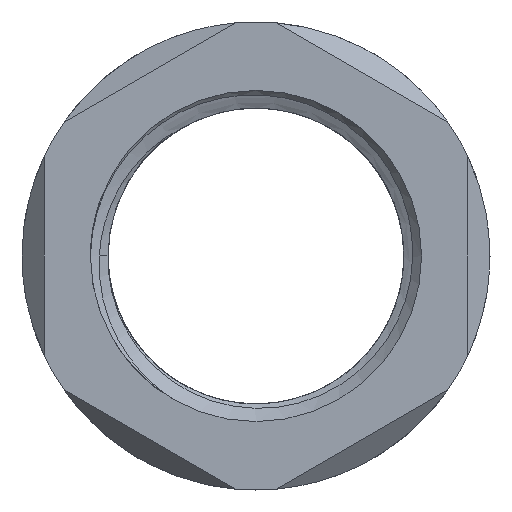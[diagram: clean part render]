
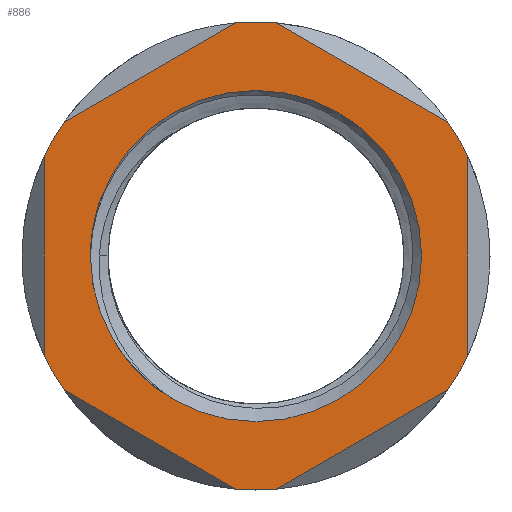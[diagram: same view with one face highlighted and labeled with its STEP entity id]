
A CAD part, front view. The second image highlights one B-rep face of the part: STEP entity #886.
In plain terms, the highlighted planar face has unit normal (0, -1, 0).
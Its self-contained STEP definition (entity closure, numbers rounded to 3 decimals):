
#16=FACE_BOUND('',#157,.T.);
#37=PLANE('',#975);
#44=CIRCLE('',#924,9.375);
#47=CIRCLE('',#939,9.375);
#48=CIRCLE('',#963,13.25);
#49=CIRCLE('',#964,13.25);
#50=CIRCLE('',#965,13.25);
#51=CIRCLE('',#966,13.25);
#54=CIRCLE('',#969,13.25);
#55=CIRCLE('',#970,13.25);
#106=FACE_OUTER_BOUND('',#156,.T.);
#156=EDGE_LOOP('',(#794,#795,#796,#797,#798,#799,#800,#801,#802,#803,#804,
#805));
#157=EDGE_LOOP('',(#806,#807));
#248=LINE('',#5014,#302);
#251=LINE('',#5024,#305);
#255=LINE('',#5035,#309);
#258=LINE('',#5045,#312);
#262=LINE('',#5052,#316);
#266=LINE('',#5063,#320);
#302=VECTOR('',#1093,10.);
#305=VECTOR('',#1102,10.);
#309=VECTOR('',#1112,10.);
#312=VECTOR('',#1123,10.);
#316=VECTOR('',#1129,10.);
#320=VECTOR('',#1139,10.);
#352=VERTEX_POINT('',#2219);
#354=VERTEX_POINT('',#2222);
#385=VERTEX_POINT('',#5008);
#387=VERTEX_POINT('',#5012);
#390=VERTEX_POINT('',#5021);
#391=VERTEX_POINT('',#5023);
#394=VERTEX_POINT('',#5032);
#395=VERTEX_POINT('',#5034);
#397=VERTEX_POINT('',#5042);
#398=VERTEX_POINT('',#5044);
#399=VERTEX_POINT('',#5048);
#400=VERTEX_POINT('',#5050);
#403=VERTEX_POINT('',#5059);
#404=VERTEX_POINT('',#5061);
#452=EDGE_CURVE('',#352,#354,#44,.T.);
#490=EDGE_CURVE('',#354,#352,#47,.T.);
#506=EDGE_CURVE('',#385,#387,#248,.T.);
#510=EDGE_CURVE('',#391,#390,#251,.T.);
#515=EDGE_CURVE('',#395,#394,#255,.T.);
#520=EDGE_CURVE('',#398,#397,#258,.T.);
#524=EDGE_CURVE('',#399,#400,#262,.T.);
#529=EDGE_CURVE('',#403,#404,#266,.T.);
#530=EDGE_CURVE('',#404,#391,#48,.T.);
#531=EDGE_CURVE('',#400,#403,#49,.T.);
#532=EDGE_CURVE('',#397,#399,#50,.T.);
#533=EDGE_CURVE('',#387,#398,#51,.T.);
#537=EDGE_CURVE('',#394,#385,#54,.T.);
#538=EDGE_CURVE('',#390,#395,#55,.T.);
#794=ORIENTED_EDGE('',*,*,#510,.T.);
#795=ORIENTED_EDGE('',*,*,#538,.T.);
#796=ORIENTED_EDGE('',*,*,#515,.T.);
#797=ORIENTED_EDGE('',*,*,#537,.T.);
#798=ORIENTED_EDGE('',*,*,#506,.T.);
#799=ORIENTED_EDGE('',*,*,#533,.T.);
#800=ORIENTED_EDGE('',*,*,#520,.T.);
#801=ORIENTED_EDGE('',*,*,#532,.T.);
#802=ORIENTED_EDGE('',*,*,#524,.T.);
#803=ORIENTED_EDGE('',*,*,#531,.T.);
#804=ORIENTED_EDGE('',*,*,#529,.T.);
#805=ORIENTED_EDGE('',*,*,#530,.T.);
#806=ORIENTED_EDGE('',*,*,#490,.F.);
#807=ORIENTED_EDGE('',*,*,#452,.F.);
#886=ADVANCED_FACE('',(#106,#16),#37,.T.);
#924=AXIS2_PLACEMENT_3D('',#2223,#1029,#1030);
#939=AXIS2_PLACEMENT_3D('',#2688,#1070,#1071);
#963=AXIS2_PLACEMENT_3D('',#5065,#1142,#1143);
#964=AXIS2_PLACEMENT_3D('',#5066,#1144,#1145);
#965=AXIS2_PLACEMENT_3D('',#5067,#1146,#1147);
#966=AXIS2_PLACEMENT_3D('',#5068,#1148,#1149);
#969=AXIS2_PLACEMENT_3D('',#5074,#1155,#1156);
#970=AXIS2_PLACEMENT_3D('',#5075,#1157,#1158);
#975=AXIS2_PLACEMENT_3D('',#5083,#1168,#1169);
#1029=DIRECTION('center_axis',(0.,-1.,0.));
#1030=DIRECTION('ref_axis',(1.,0.,0.));
#1070=DIRECTION('center_axis',(0.,-1.,0.));
#1071=DIRECTION('ref_axis',(1.,0.,0.));
#1093=DIRECTION('',(0.,0.,-1.));
#1102=DIRECTION('',(-0.866,0.,0.5));
#1112=DIRECTION('',(-0.866,0.,-0.5));
#1123=DIRECTION('',(0.866,0.,-0.5));
#1129=DIRECTION('',(0.866,0.,0.5));
#1139=DIRECTION('',(0.,0.,1.));
#1142=DIRECTION('center_axis',(0.,-1.,0.));
#1143=DIRECTION('ref_axis',(1.,0.,0.));
#1144=DIRECTION('center_axis',(0.,-1.,0.));
#1145=DIRECTION('ref_axis',(1.,0.,0.));
#1146=DIRECTION('center_axis',(0.,-1.,0.));
#1147=DIRECTION('ref_axis',(1.,0.,0.));
#1148=DIRECTION('center_axis',(0.,-1.,0.));
#1149=DIRECTION('ref_axis',(1.,0.,0.));
#1155=DIRECTION('center_axis',(0.,-1.,0.));
#1156=DIRECTION('ref_axis',(1.,0.,0.));
#1157=DIRECTION('center_axis',(0.,-1.,0.));
#1158=DIRECTION('ref_axis',(1.,0.,0.));
#1168=DIRECTION('center_axis',(0.,-1.,0.));
#1169=DIRECTION('ref_axis',(0.,0.,-1.));
#2219=CARTESIAN_POINT('',(-9.375,0.,0.));
#2222=CARTESIAN_POINT('',(-4.688,0.,-8.119));
#2223=CARTESIAN_POINT('Origin',(0.,0.,0.));
#2688=CARTESIAN_POINT('Origin',(0.,0.,0.));
#5008=CARTESIAN_POINT('',(-12.,0.,5.618));
#5012=CARTESIAN_POINT('',(-12.,0.,-5.618));
#5014=CARTESIAN_POINT('',(-12.,0.,0.));
#5021=CARTESIAN_POINT('',(1.135,0.,13.201));
#5023=CARTESIAN_POINT('',(10.865,0.,7.583));
#5024=CARTESIAN_POINT('',(9.516,0.,8.363));
#5032=CARTESIAN_POINT('',(-10.865,0.,7.583));
#5034=CARTESIAN_POINT('',(-1.135,0.,13.201));
#5035=CARTESIAN_POINT('',(-2.484,0.,12.422));
#5042=CARTESIAN_POINT('',(-1.135,0.,-13.201));
#5044=CARTESIAN_POINT('',(-10.865,0.,-7.583));
#5045=CARTESIAN_POINT('',(-2.484,0.,-12.422));
#5048=CARTESIAN_POINT('',(1.135,0.,-13.201));
#5050=CARTESIAN_POINT('',(10.865,0.,-7.583));
#5052=CARTESIAN_POINT('',(9.516,0.,-8.363));
#5059=CARTESIAN_POINT('',(12.,0.,-5.618));
#5061=CARTESIAN_POINT('',(12.,0.,5.618));
#5063=CARTESIAN_POINT('',(12.,0.,0.));
#5065=CARTESIAN_POINT('Origin',(0.,0.,0.));
#5066=CARTESIAN_POINT('Origin',(0.,0.,0.));
#5067=CARTESIAN_POINT('Origin',(0.,0.,0.));
#5068=CARTESIAN_POINT('Origin',(0.,0.,0.));
#5074=CARTESIAN_POINT('Origin',(0.,0.,0.));
#5075=CARTESIAN_POINT('Origin',(0.,0.,0.));
#5083=CARTESIAN_POINT('Origin',(9.375,0.,0.));
